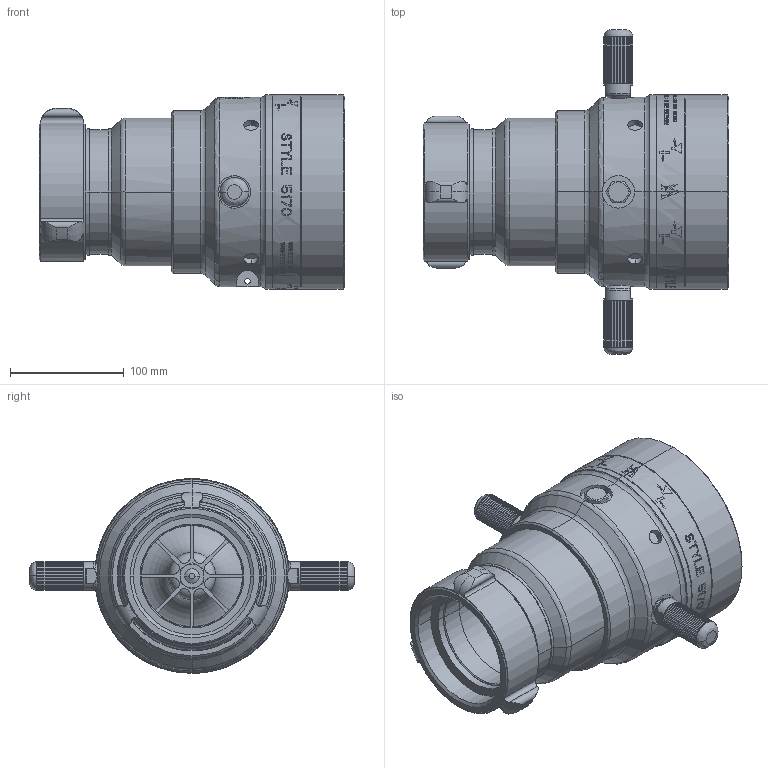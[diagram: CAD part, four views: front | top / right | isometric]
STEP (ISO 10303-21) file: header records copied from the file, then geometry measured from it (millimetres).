
FILE_DESCRIPTION((''),'2;1');
FILE_NAME('51700101_00','2016-07-29T',('sobri'),(''),'CREO PARAMETRIC BY PTC INC, 2015290','CREO PARAMETRIC BY PTC INC, 2015290','');
FILE_SCHEMA(('CONFIG_CONTROL_DESIGN'));
Length unit declared in the file: inch
Products named in the file (1): 51700101_00
Bounding box: 269.15 x 285.75 x 171.45 mm (x, y, z)
Surface area: 446440.1 mm2 (no closed solid volume)
Topology: 0 solids, 134 shells, 982 faces, 8098 edges, 7178 vertices
Faces by surface type: cylinder 477, plane 200, bspline 174, cone 86, torus 44, sphere 1
Entity records: 91395 total; most frequent: CARTESIAN_POINT 36089, DIRECTION 10341, ORIENTED_EDGE 9692, EDGE_CURVE 8096, VERTEX_POINT 7178, VECTOR 4477, LINE 4477, AXIS2_PLACEMENT_3D 2932
